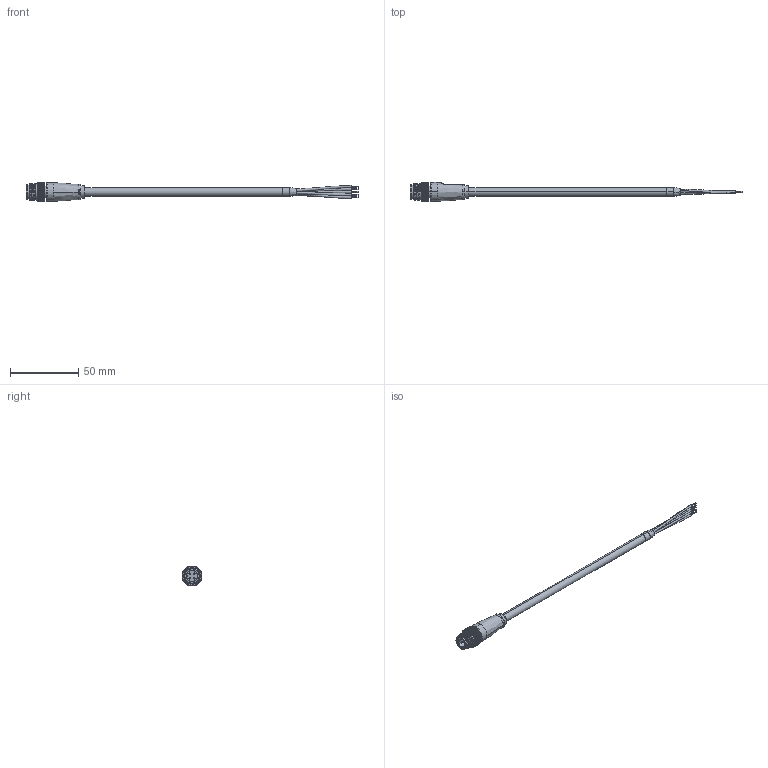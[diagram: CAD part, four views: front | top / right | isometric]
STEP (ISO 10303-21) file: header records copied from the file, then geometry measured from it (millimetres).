
FILE_DESCRIPTION (( 'STEP AP203' ), '1' );
FILE_NAME ('10-05494revA.STEP', '2023-09-25T18:20:01', ( '' ), ( '' ), 'SwSTEP 2.0', 'SolidWorks 2021', '' );
FILE_SCHEMA (( 'CONFIG_CONTROL_DESIGN' ));
Length unit declared in the file: millimetre
Products named in the file (8): 30-01578_M12 (50 with 5mm tinned); 50-01017-01___; 50-01017-02___; 50-01017-04___; 50-01017-03___; 10-05494revA; 50-01017___; 24-00349_Wire O6.8 mm
Assembly tree (10 placements, depth 3):
  10-05494revA
    50-01017___
      50-01017-01___
      50-01017-02___
      50-01017-03___  x4
      50-01017-04___
    24-00349_Wire O6.8 mm
    30-01578_M12 (50 with 5mm tinned)
Bounding box: 243.2 x 14.5 x 14.5 mm (x, y, z)
Volume: 9630 mm3; surface area: 41590.8 mm2
Topology: 194 solids, 194 shells, 3510 faces, 7482 edges, 4390 vertices
Faces by surface type: bspline 1499, cylinder 1335, plane 477, cone 153, torus 38, sphere 8
Entity records: 142639 total; most frequent: CARTESIAN_POINT 79779, ORIENTED_EDGE 14522, DIRECTION 8931, EDGE_CURVE 7261, VERTEX_POINT 4264, B_SPLINE_CURVE_WITH_KNOTS 4195, AXIS2_PLACEMENT_3D 3978, EDGE_LOOP 3803
